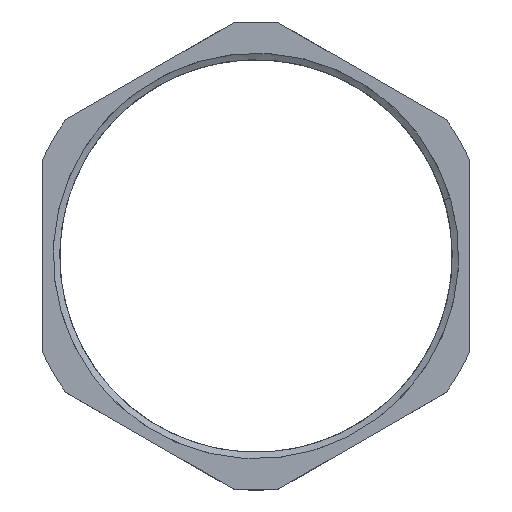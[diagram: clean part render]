
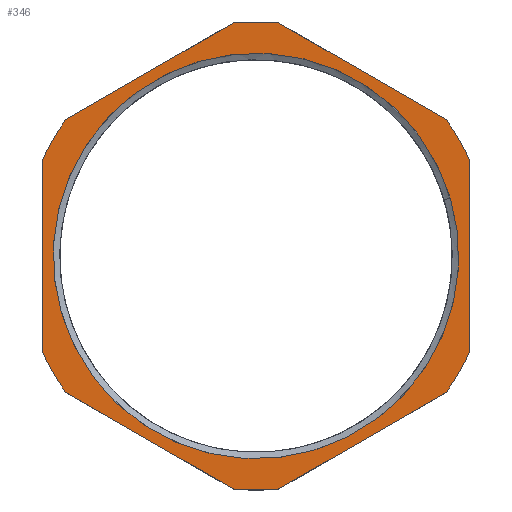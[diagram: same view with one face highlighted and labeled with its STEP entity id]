
A CAD part, top view. The second image highlights one B-rep face of the part: STEP entity #346.
In plain terms, the highlighted planar face has unit normal (0, 0, 1).
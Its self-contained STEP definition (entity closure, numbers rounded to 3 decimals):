
#16=FACE_BOUND('',#89,.T.);
#32=PLANE('',#373);
#35=CIRCLE('',#374,28.);
#36=CIRCLE('',#375,28.);
#37=CIRCLE('',#376,28.);
#38=CIRCLE('',#377,28.);
#39=CIRCLE('',#378,28.);
#40=CIRCLE('',#379,28.);
#41=CIRCLE('',#380,24.261);
#68=FACE_OUTER_BOUND('',#88,.T.);
#88=EDGE_LOOP('',(#274,#275,#276,#277,#278,#279,#280,#281,#282,#283,#284,
#285));
#89=EDGE_LOOP('',(#286));
#106=LINE('',#1181,#128);
#108=LINE('',#1186,#130);
#111=LINE('',#1197,#133);
#115=LINE('',#1214,#137);
#118=LINE('',#1225,#140);
#120=LINE('',#1230,#142);
#128=VECTOR('',#413,10.);
#130=VECTOR('',#417,10.);
#133=VECTOR('',#422,10.);
#137=VECTOR('',#428,10.);
#140=VECTOR('',#433,10.);
#142=VECTOR('',#437,10.);
#158=VERTEX_POINT('',#1029);
#161=VERTEX_POINT('',#1178);
#162=VERTEX_POINT('',#1180);
#163=VERTEX_POINT('',#1184);
#164=VERTEX_POINT('',#1185);
#167=VERTEX_POINT('',#1195);
#168=VERTEX_POINT('',#1196);
#173=VERTEX_POINT('',#1211);
#174=VERTEX_POINT('',#1213);
#177=VERTEX_POINT('',#1222);
#178=VERTEX_POINT('',#1224);
#179=VERTEX_POINT('',#1228);
#180=VERTEX_POINT('',#1229);
#197=EDGE_CURVE('',#162,#161,#106,.T.);
#199=EDGE_CURVE('',#163,#164,#108,.T.);
#203=EDGE_CURVE('',#167,#168,#111,.T.);
#209=EDGE_CURVE('',#174,#173,#115,.T.);
#213=EDGE_CURVE('',#178,#177,#118,.T.);
#215=EDGE_CURVE('',#179,#180,#120,.T.);
#219=EDGE_CURVE('',#161,#178,#35,.T.);
#220=EDGE_CURVE('',#177,#174,#36,.T.);
#221=EDGE_CURVE('',#173,#167,#37,.T.);
#222=EDGE_CURVE('',#168,#163,#38,.T.);
#223=EDGE_CURVE('',#164,#179,#39,.T.);
#224=EDGE_CURVE('',#180,#162,#40,.T.);
#225=EDGE_CURVE('',#158,#158,#41,.T.);
#274=ORIENTED_EDGE('',*,*,#197,.T.);
#275=ORIENTED_EDGE('',*,*,#219,.T.);
#276=ORIENTED_EDGE('',*,*,#213,.T.);
#277=ORIENTED_EDGE('',*,*,#220,.T.);
#278=ORIENTED_EDGE('',*,*,#209,.T.);
#279=ORIENTED_EDGE('',*,*,#221,.T.);
#280=ORIENTED_EDGE('',*,*,#203,.T.);
#281=ORIENTED_EDGE('',*,*,#222,.T.);
#282=ORIENTED_EDGE('',*,*,#199,.T.);
#283=ORIENTED_EDGE('',*,*,#223,.T.);
#284=ORIENTED_EDGE('',*,*,#215,.T.);
#285=ORIENTED_EDGE('',*,*,#224,.T.);
#286=ORIENTED_EDGE('',*,*,#225,.T.);
#346=ADVANCED_FACE('',(#68,#16),#32,.T.);
#373=AXIS2_PLACEMENT_3D('',#1238,#440,#441);
#374=AXIS2_PLACEMENT_3D('',#1239,#442,#443);
#375=AXIS2_PLACEMENT_3D('',#1240,#444,#445);
#376=AXIS2_PLACEMENT_3D('',#1241,#446,#447);
#377=AXIS2_PLACEMENT_3D('',#1242,#448,#449);
#378=AXIS2_PLACEMENT_3D('',#1243,#450,#451);
#379=AXIS2_PLACEMENT_3D('',#1244,#452,#453);
#380=AXIS2_PLACEMENT_3D('',#1245,#454,#455);
#413=DIRECTION('',(0.866,0.5,0.));
#417=DIRECTION('',(0.,-1.,0.));
#422=DIRECTION('',(-0.866,-0.5,0.));
#428=DIRECTION('',(-0.866,0.5,0.));
#433=DIRECTION('',(0.,1.,0.));
#437=DIRECTION('',(0.866,-0.5,0.));
#440=DIRECTION('center_axis',(0.,0.,1.));
#441=DIRECTION('ref_axis',(1.,0.,0.));
#442=DIRECTION('center_axis',(0.,0.,1.));
#443=DIRECTION('ref_axis',(1.,0.,0.));
#444=DIRECTION('center_axis',(0.,0.,1.));
#445=DIRECTION('ref_axis',(1.,0.,0.));
#446=DIRECTION('center_axis',(0.,0.,1.));
#447=DIRECTION('ref_axis',(1.,0.,0.));
#448=DIRECTION('center_axis',(0.,0.,1.));
#449=DIRECTION('ref_axis',(1.,0.,0.));
#450=DIRECTION('center_axis',(0.,0.,1.));
#451=DIRECTION('ref_axis',(1.,0.,0.));
#452=DIRECTION('center_axis',(0.,0.,1.));
#453=DIRECTION('ref_axis',(1.,0.,0.));
#454=DIRECTION('center_axis',(0.,0.,-1.));
#455=DIRECTION('ref_axis',(-1.,0.,0.));
#1029=CARTESIAN_POINT('',(23.25,6.929,5.));
#1178=CARTESIAN_POINT('',(22.766,-16.301,5.));
#1180=CARTESIAN_POINT('',(2.734,-27.866,5.));
#1181=CARTESIAN_POINT('',(23.799,-15.704,5.));
#1184=CARTESIAN_POINT('',(-25.5,11.565,5.));
#1185=CARTESIAN_POINT('',(-25.5,-11.565,5.));
#1186=CARTESIAN_POINT('',(-25.5,-12.759,5.));
#1195=CARTESIAN_POINT('',(-2.734,27.866,5.));
#1196=CARTESIAN_POINT('',(-22.766,16.301,5.));
#1197=CARTESIAN_POINT('',(-11.716,22.68,5.));
#1211=CARTESIAN_POINT('',(2.734,27.866,5.));
#1213=CARTESIAN_POINT('',(22.766,16.301,5.));
#1214=CARTESIAN_POINT('',(19.825,17.999,5.));
#1222=CARTESIAN_POINT('',(25.5,11.565,5.));
#1224=CARTESIAN_POINT('',(25.5,-11.565,5.));
#1225=CARTESIAN_POINT('',(25.5,-1.194,5.));
#1228=CARTESIAN_POINT('',(-22.766,-16.301,5.));
#1229=CARTESIAN_POINT('',(-2.734,-27.866,5.));
#1230=CARTESIAN_POINT('',(4.341,-31.951,5.));
#1238=CARTESIAN_POINT('Origin',(24.166,-13.952,5.));
#1239=CARTESIAN_POINT('Origin',(0.,0.,5.));
#1240=CARTESIAN_POINT('Origin',(0.,0.,5.));
#1241=CARTESIAN_POINT('Origin',(0.,0.,5.));
#1242=CARTESIAN_POINT('Origin',(0.,0.,5.));
#1243=CARTESIAN_POINT('Origin',(0.,0.,5.));
#1244=CARTESIAN_POINT('Origin',(0.,0.,5.));
#1245=CARTESIAN_POINT('Origin',(0.,0.,5.));
